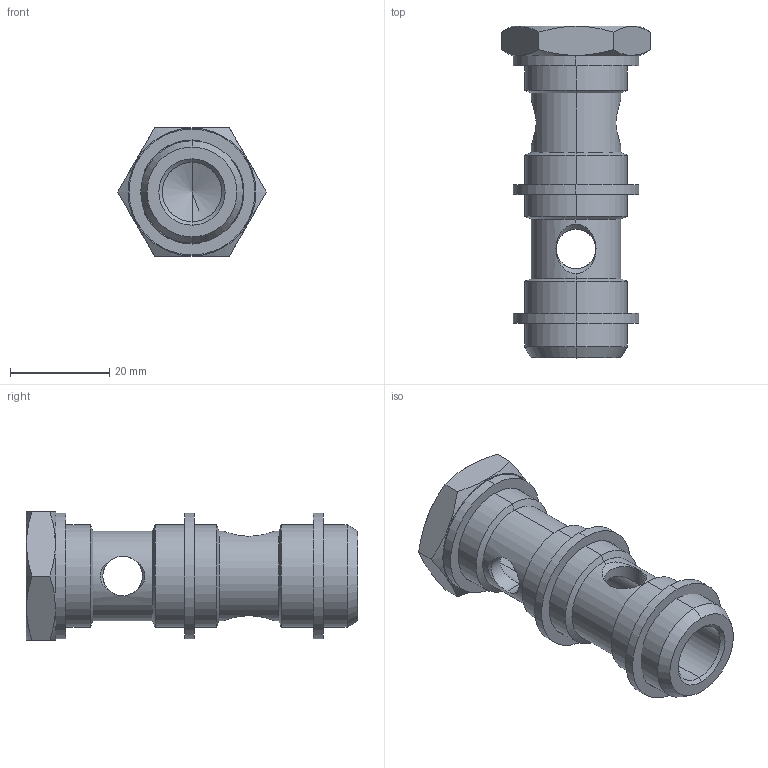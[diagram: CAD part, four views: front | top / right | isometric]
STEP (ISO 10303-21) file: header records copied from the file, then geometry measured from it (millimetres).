
FILE_DESCRIPTION (( 'STEP AP203' ), '1' );
FILE_NAME ('A0220004.STEP', '2009-12-03T14:31:21', ( 'Gabriele' ), ( 'C.Matic srl' ), 'SwSTEP 2.0', 'SolidWorks 2009', '' );
FILE_SCHEMA (( 'CONFIG_CONTROL_DESIGN' ));
Length unit declared in the file: millimetre
Products named in the file (4): 003-0044; 003-0051; A0220004; 001-0194
Assembly tree (4 placements, depth 2):
  A0220004
    001-0194
    003-0051  x2
    003-0044
Bounding box: 30.02 x 67 x 26 mm (x, y, z)
Volume: 15335 mm3; surface area: 9547 mm2
Topology: 4 solids, 4 shells, 79 faces, 196 edges, 121 vertices
Faces by surface type: cylinder 32, cone 26, plane 21
Entity records: 3233 total; most frequent: CARTESIAN_POINT 1088, ORIENTED_EDGE 364, DIRECTION 350, EDGE_CURVE 182, AXIS2_PLACEMENT_3D 139, VERTEX_POINT 113, EDGE_LOOP 83, FACE_OUTER_BOUND 73
